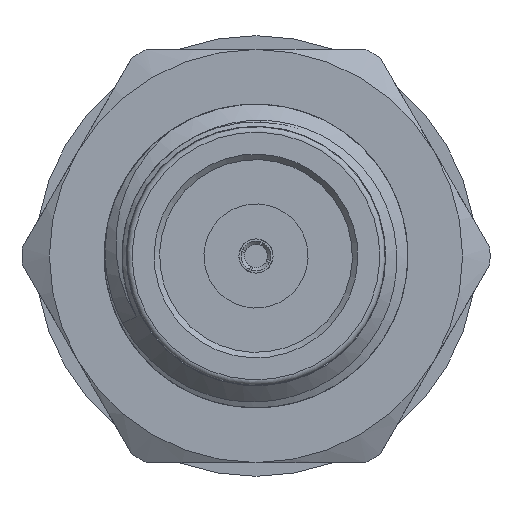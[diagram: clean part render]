
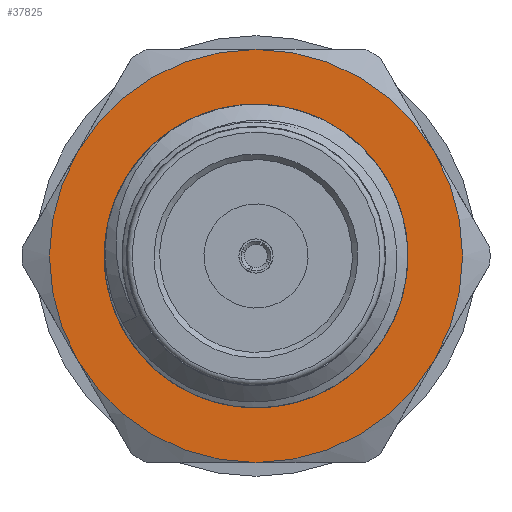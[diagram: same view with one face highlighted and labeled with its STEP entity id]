
A CAD part, left-side view. The second image highlights one B-rep face of the part: STEP entity #37825.
In plain terms, the highlighted planar face has unit normal (-1, 0, 0).
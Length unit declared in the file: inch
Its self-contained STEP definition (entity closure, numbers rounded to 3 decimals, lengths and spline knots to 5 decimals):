
#281 = CIRCLE ( 'NONE', #21957, 0.1875 ) ;
#2435 = EDGE_CURVE ( 'NONE', #9116, #2507, #27016, .T. ) ;
#2507 = VERTEX_POINT ( 'NONE', #4443 ) ;
#2848 = FACE_OUTER_BOUND ( 'NONE', #18433, .T. ) ;
#3045 = AXIS2_PLACEMENT_3D ( 'NONE', #20119, #34840, #35034 ) ;
#4035 = AXIS2_PLACEMENT_3D ( 'NONE', #15518, #33354, #9495 ) ;
#4141 = CARTESIAN_POINT ( 'NONE',  ( 0.2972, 0., 0. ) ) ;
#4443 = CARTESIAN_POINT ( 'NONE',  ( 0.2972, -0.16238, -0.09375 ) ) ;
#5414 = AXIS2_PLACEMENT_3D ( 'NONE', #4141, #27808, #10540 ) ;
#5452 = CARTESIAN_POINT ( 'NONE',  ( 0.2972, -0.16238, 0.09375 ) ) ;
#5462 = CIRCLE ( 'NONE', #10435, 0.11738 ) ;
#6017 = VERTEX_POINT ( 'NONE', #33117 ) ;
#6251 = DIRECTION ( 'NONE',  ( 0., -1., 0. ) ) ;
#7404 = EDGE_CURVE ( 'NONE', #27430, #6017, #35126, .T. ) ;
#8251 = DIRECTION ( 'NONE',  ( -1., 0., 0. ) ) ;
#8443 = CARTESIAN_POINT ( 'NONE',  ( 0.2972, 0., 0. ) ) ;
#8921 = EDGE_CURVE ( 'NONE', #2507, #19192, #33903, .T. ) ;
#8960 = DIRECTION ( 'NONE',  ( 0., -1., 0. ) ) ;
#9116 = VERTEX_POINT ( 'NONE', #12884 ) ;
#9495 = DIRECTION ( 'NONE',  ( 0., -1., 0. ) ) ;
#10435 = AXIS2_PLACEMENT_3D ( 'NONE', #17714, #20825, #6251 ) ;
#10460 = ORIENTED_EDGE ( 'NONE', *, *, #13177, .T. ) ;
#10540 = DIRECTION ( 'NONE',  ( 0., -1., 0. ) ) ;
#11886 = CARTESIAN_POINT ( 'NONE',  ( 0.2972, 0., 0. ) ) ;
#12057 = EDGE_CURVE ( 'NONE', #6017, #9116, #26960, .T. ) ;
#12674 = ORIENTED_EDGE ( 'NONE', *, *, #8921, .T. ) ;
#12884 = CARTESIAN_POINT ( 'NONE',  ( 0.2972, 0., -0.1875 ) ) ;
#13177 = EDGE_CURVE ( 'NONE', #19192, #27608, #281, .T. ) ;
#14087 = DIRECTION ( 'NONE',  ( -1., 0., 0. ) ) ;
#14307 = CARTESIAN_POINT ( 'NONE',  ( 0.2972, 0.16238, 0.09375 ) ) ;
#14685 = FACE_BOUND ( 'NONE', #26164, .T. ) ;
#15518 = CARTESIAN_POINT ( 'NONE',  ( 0.2972, 0., 0. ) ) ;
#16445 = CIRCLE ( 'NONE', #4035, 0.1875 ) ;
#17714 = CARTESIAN_POINT ( 'NONE',  ( 0.2972, 0., 0. ) ) ;
#18421 = AXIS2_PLACEMENT_3D ( 'NONE', #25916, #8251, #34441 ) ;
#18433 = EDGE_LOOP ( 'NONE', ( #12674, #10460, #30884, #33418, #38136, #36477 ) ) ;
#19192 = VERTEX_POINT ( 'NONE', #5452 ) ;
#19202 = DIRECTION ( 'NONE',  ( -1., 0., 0. ) ) ;
#20119 = CARTESIAN_POINT ( 'NONE',  ( 0.2972, 0., 0. ) ) ;
#20825 = DIRECTION ( 'NONE',  ( 1., 0., 0. ) ) ;
#20839 = AXIS2_PLACEMENT_3D ( 'NONE', #8443, #14087, #25911 ) ;
#21957 = AXIS2_PLACEMENT_3D ( 'NONE', #37040, #19202, #31421 ) ;
#21990 = AXIS2_PLACEMENT_3D ( 'NONE', #11886, #29341, #8960 ) ;
#25522 = EDGE_CURVE ( 'NONE', #27608, #27430, #16445, .T. ) ;
#25911 = DIRECTION ( 'NONE',  ( 0., -1., 0. ) ) ;
#25916 = CARTESIAN_POINT ( 'NONE',  ( 0.2972, 0., 0. ) ) ;
#26164 = EDGE_LOOP ( 'NONE', ( #26356 ) ) ;
#26356 = ORIENTED_EDGE ( 'NONE', *, *, #37333, .T. ) ;
#26960 = CIRCLE ( 'NONE', #21990, 0.1875 ) ;
#27016 = CIRCLE ( 'NONE', #20839, 0.1875 ) ;
#27430 = VERTEX_POINT ( 'NONE', #14307 ) ;
#27608 = VERTEX_POINT ( 'NONE', #28126 ) ;
#27808 = DIRECTION ( 'NONE',  ( -1., 0., 0. ) ) ;
#28126 = CARTESIAN_POINT ( 'NONE',  ( 0.2972, 0., 0.1875 ) ) ;
#28222 = CARTESIAN_POINT ( 'NONE',  ( 0.2972, -0.11738, 0. ) ) ;
#29341 = DIRECTION ( 'NONE',  ( -1., 0., 0. ) ) ;
#30884 = ORIENTED_EDGE ( 'NONE', *, *, #25522, .T. ) ;
#31421 = DIRECTION ( 'NONE',  ( 0., -1., 0. ) ) ;
#33117 = CARTESIAN_POINT ( 'NONE',  ( 0.2972, 0.16238, -0.09375 ) ) ;
#33354 = DIRECTION ( 'NONE',  ( -1., 0., 0. ) ) ;
#33418 = ORIENTED_EDGE ( 'NONE', *, *, #7404, .T. ) ;
#33903 = CIRCLE ( 'NONE', #5414, 0.1875 ) ;
#34441 = DIRECTION ( 'NONE',  ( 0., -1., 0. ) ) ;
#34840 = DIRECTION ( 'NONE',  ( -1., 0., 0. ) ) ;
#35034 = DIRECTION ( 'NONE',  ( 0., -1., 0. ) ) ;
#35126 = CIRCLE ( 'NONE', #18421, 0.1875 ) ;
#35421 = PLANE ( 'NONE',  #3045 ) ;
#36477 = ORIENTED_EDGE ( 'NONE', *, *, #2435, .T. ) ;
#37040 = CARTESIAN_POINT ( 'NONE',  ( 0.2972, 0., 0. ) ) ;
#37145 = VERTEX_POINT ( 'NONE', #28222 ) ;
#37333 = EDGE_CURVE ( 'NONE', #37145, #37145, #5462, .T. ) ;
#37825 = ADVANCED_FACE ( 'NONE', ( #14685, #2848 ), #35421, .T. ) ;
#38136 = ORIENTED_EDGE ( 'NONE', *, *, #12057, .T. ) ;
